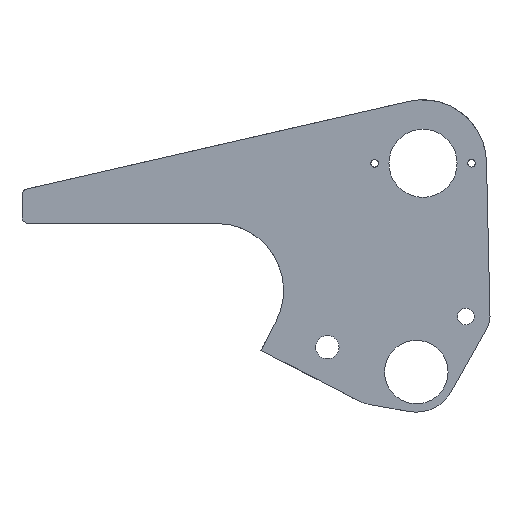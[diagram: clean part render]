
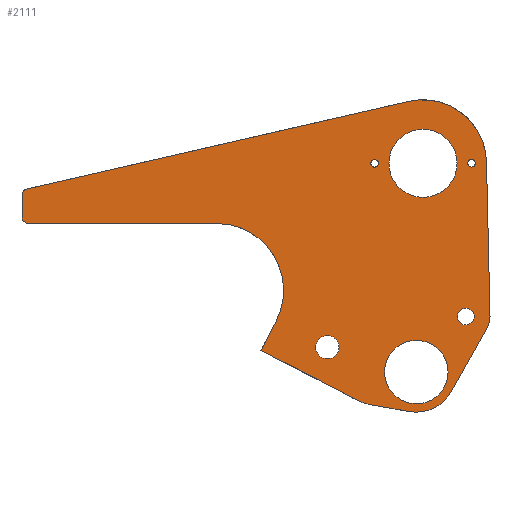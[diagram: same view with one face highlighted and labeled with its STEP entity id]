
A CAD part, left-side view. The second image highlights one B-rep face of the part: STEP entity #2111.
In plain terms, the highlighted planar face has unit normal (-1, 0, 0).
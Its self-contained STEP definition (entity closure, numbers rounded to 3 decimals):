
#57=CARTESIAN_POINT('Axis2P3D Location',(19.5,14.5,0.)) ;
#61=CARTESIAN_POINT('Vertex',(19.5,13.375,0.015)) ;
#63=CARTESIAN_POINT('Vertex',(19.5,15.625,-0.015)) ;
#92=CARTESIAN_POINT('Axis2P3D Location',(19.5,14.5,0.)) ;
#244=CARTESIAN_POINT('Vertex',(19.5,4.243,18.52)) ;
#247=CARTESIAN_POINT('Axis2P3D Location',(19.5,0.,0.)) ;
#251=CARTESIAN_POINT('Vertex',(19.5,-18.995,0.433)) ;
#326=CARTESIAN_POINT('Vertex',(19.5,118.447,-7.644)) ;
#329=CARTESIAN_POINT('Line Origine',(19.5,61.345,5.438)) ;
#404=CARTESIAN_POINT('Line Origine',(19.5,-19.521,-22.624)) ;
#408=CARTESIAN_POINT('Vertex',(19.5,-20.047,-45.681)) ;
#908=CARTESIAN_POINT('Vertex',(19.5,61.707,-18.)) ;
#911=CARTESIAN_POINT('Line Origine',(19.5,89.854,-18.)) ;
#915=CARTESIAN_POINT('Vertex',(19.5,118.,-18.)) ;
#999=CARTESIAN_POINT('Vertex',(19.5,48.492,-55.932)) ;
#1004=CARTESIAN_POINT('Line Origine',(19.5,46.229,-51.582)) ;
#1008=CARTESIAN_POINT('Vertex',(19.5,43.965,-47.232)) ;
#1056=CARTESIAN_POINT('Vertex',(19.5,-10.2,0.)) ;
#1059=CARTESIAN_POINT('Axis2P3D Location',(19.5,0.,0.)) ;
#1063=CARTESIAN_POINT('Vertex',(19.5,10.2,0.)) ;
#1083=CARTESIAN_POINT('Axis2P3D Location',(19.5,0.,0.)) ;
#1106=CARTESIAN_POINT('Vertex',(19.5,25.118,-55.)) ;
#1120=CARTESIAN_POINT('Vertex',(19.5,32.118,-55.)) ;
#1123=CARTESIAN_POINT('Axis2P3D Location',(19.5,28.618,-55.)) ;
#1140=CARTESIAN_POINT('Axis2P3D Location',(19.5,28.618,-55.)) ;
#1170=CARTESIAN_POINT('Vertex',(19.5,-7.507,-62.468)) ;
#1173=CARTESIAN_POINT('Axis2P3D Location',(19.5,1.993,-62.468)) ;
#1177=CARTESIAN_POINT('Vertex',(19.5,11.493,-62.468)) ;
#1197=CARTESIAN_POINT('Axis2P3D Location',(19.5,1.993,-62.468)) ;
#1227=CARTESIAN_POINT('Vertex',(19.5,-15.298,-45.846)) ;
#1230=CARTESIAN_POINT('Axis2P3D Location',(19.5,-12.798,-45.846)) ;
#1234=CARTESIAN_POINT('Vertex',(19.5,-10.298,-45.846)) ;
#1254=CARTESIAN_POINT('Axis2P3D Location',(19.5,-12.798,-45.846)) ;
#1538=CARTESIAN_POINT('Vertex',(19.5,120.,-16.)) ;
#1541=CARTESIAN_POINT('Line Origine',(19.5,120.,-12.797)) ;
#1545=CARTESIAN_POINT('Vertex',(19.5,120.,-9.594)) ;
#1569=CARTESIAN_POINT('Vertex',(19.5,15.718,-72.212)) ;
#1572=CARTESIAN_POINT('Axis2P3D Location',(19.5,13.087,-57.445)) ;
#1576=CARTESIAN_POINT('Vertex',(19.5,20.011,-70.751)) ;
#1607=CARTESIAN_POINT('Vertex',(19.5,4.097,-74.282)) ;
#1610=CARTESIAN_POINT('Line Origine',(19.5,9.907,-73.247)) ;
#1632=CARTESIAN_POINT('Vertex',(19.5,-8.468,-68.348)) ;
#1637=CARTESIAN_POINT('Axis2P3D Location',(19.5,1.993,-62.468)) ;
#1663=CARTESIAN_POINT('Vertex',(19.5,-19.119,-49.399)) ;
#1668=CARTESIAN_POINT('Line Origine',(19.5,-13.793,-58.873)) ;
#1712=CARTESIAN_POINT('Line Origine',(19.5,34.251,-63.342)) ;
#1733=CARTESIAN_POINT('Axis2P3D Location',(19.5,118.,-16.)) ;
#1760=CARTESIAN_POINT('Axis2P3D Location',(19.5,61.707,-38.)) ;
#1902=CARTESIAN_POINT('Axis2P3D Location',(19.5,-12.798,-45.846)) ;
#1921=CARTESIAN_POINT('Axis2P3D Location',(19.5,118.,-9.594)) ;
#2027=CARTESIAN_POINT('Axis2P3D Location',(19.5,-14.5,0.)) ;
#2031=CARTESIAN_POINT('Vertex',(19.5,-15.589,0.284)) ;
#2033=CARTESIAN_POINT('Vertex',(19.5,-13.411,-0.284)) ;
#2053=CARTESIAN_POINT('Axis2P3D Location',(19.5,-14.5,0.)) ;
#2065=CARTESIAN_POINT('Axis2P3D Location',(19.5,0.,0.)) ;
#58=DIRECTION('Axis2P3D Direction',(1.,0.,0.)) ;
#93=DIRECTION('Axis2P3D Direction',(1.,0.,0.)) ;
#248=DIRECTION('Axis2P3D Direction',(1.,0.,0.)) ;
#330=DIRECTION('Vector Direction',(0.,-0.975,0.223)) ;
#405=DIRECTION('Vector Direction',(0.,-0.023,-1.)) ;
#912=DIRECTION('Vector Direction',(0.,-1.,0.)) ;
#1005=DIRECTION('Vector Direction',(0.,-0.462,0.887)) ;
#1060=DIRECTION('Axis2P3D Direction',(1.,0.,0.)) ;
#1084=DIRECTION('Axis2P3D Direction',(1.,0.,0.)) ;
#1124=DIRECTION('Axis2P3D Direction',(1.,0.,0.)) ;
#1141=DIRECTION('Axis2P3D Direction',(1.,0.,0.)) ;
#1174=DIRECTION('Axis2P3D Direction',(1.,0.,0.)) ;
#1198=DIRECTION('Axis2P3D Direction',(1.,0.,0.)) ;
#1231=DIRECTION('Axis2P3D Direction',(1.,0.,0.)) ;
#1255=DIRECTION('Axis2P3D Direction',(1.,0.,0.)) ;
#1542=DIRECTION('Vector Direction',(0.,0.,-1.)) ;
#1573=DIRECTION('Axis2P3D Direction',(1.,0.,0.)) ;
#1611=DIRECTION('Vector Direction',(0.,-0.985,-0.175)) ;
#1638=DIRECTION('Axis2P3D Direction',(1.,0.,0.)) ;
#1669=DIRECTION('Vector Direction',(0.,0.49,-0.872)) ;
#1713=DIRECTION('Vector Direction',(0.,0.887,0.462)) ;
#1734=DIRECTION('Axis2P3D Direction',(-1.,0.,0.)) ;
#1761=DIRECTION('Axis2P3D Direction',(-1.,0.,0.)) ;
#1903=DIRECTION('Axis2P3D Direction',(1.,0.,0.)) ;
#1922=DIRECTION('Axis2P3D Direction',(-1.,0.,0.)) ;
#2028=DIRECTION('Axis2P3D Direction',(1.,0.,0.)) ;
#2054=DIRECTION('Axis2P3D Direction',(1.,0.,0.)) ;
#2066=DIRECTION('Axis2P3D Direction',(1.,0.,0.)) ;
#2067=DIRECTION('Axis2P3D XDirection',(0.,1.,0.)) ;
#59=AXIS2_PLACEMENT_3D('Circle Axis2P3D',#57,#58,$) ;
#94=AXIS2_PLACEMENT_3D('Circle Axis2P3D',#92,#93,$) ;
#249=AXIS2_PLACEMENT_3D('Circle Axis2P3D',#247,#248,$) ;
#1061=AXIS2_PLACEMENT_3D('Circle Axis2P3D',#1059,#1060,$) ;
#1085=AXIS2_PLACEMENT_3D('Circle Axis2P3D',#1083,#1084,$) ;
#1125=AXIS2_PLACEMENT_3D('Circle Axis2P3D',#1123,#1124,$) ;
#1142=AXIS2_PLACEMENT_3D('Circle Axis2P3D',#1140,#1141,$) ;
#1175=AXIS2_PLACEMENT_3D('Circle Axis2P3D',#1173,#1174,$) ;
#1199=AXIS2_PLACEMENT_3D('Circle Axis2P3D',#1197,#1198,$) ;
#1232=AXIS2_PLACEMENT_3D('Circle Axis2P3D',#1230,#1231,$) ;
#1256=AXIS2_PLACEMENT_3D('Circle Axis2P3D',#1254,#1255,$) ;
#1574=AXIS2_PLACEMENT_3D('Circle Axis2P3D',#1572,#1573,$) ;
#1639=AXIS2_PLACEMENT_3D('Circle Axis2P3D',#1637,#1638,$) ;
#1735=AXIS2_PLACEMENT_3D('Circle Axis2P3D',#1733,#1734,$) ;
#1762=AXIS2_PLACEMENT_3D('Circle Axis2P3D',#1760,#1761,$) ;
#1904=AXIS2_PLACEMENT_3D('Circle Axis2P3D',#1902,#1903,$) ;
#1923=AXIS2_PLACEMENT_3D('Circle Axis2P3D',#1921,#1922,$) ;
#2029=AXIS2_PLACEMENT_3D('Circle Axis2P3D',#2027,#2028,$) ;
#2055=AXIS2_PLACEMENT_3D('Circle Axis2P3D',#2053,#2054,$) ;
#2068=AXIS2_PLACEMENT_3D('Plane Axis2P3D',#2065,#2066,#2067) ;
#2071=ORIENTED_EDGE('',*,*,#253,.F.) ;
#2072=ORIENTED_EDGE('',*,*,#333,.F.) ;
#2073=ORIENTED_EDGE('',*,*,#1925,.F.) ;
#2074=ORIENTED_EDGE('',*,*,#1547,.F.) ;
#2075=ORIENTED_EDGE('',*,*,#1737,.F.) ;
#2076=ORIENTED_EDGE('',*,*,#917,.F.) ;
#2077=ORIENTED_EDGE('',*,*,#1764,.T.) ;
#2078=ORIENTED_EDGE('',*,*,#1010,.F.) ;
#2079=ORIENTED_EDGE('',*,*,#1716,.F.) ;
#2080=ORIENTED_EDGE('',*,*,#1578,.F.) ;
#2081=ORIENTED_EDGE('',*,*,#1614,.F.) ;
#2082=ORIENTED_EDGE('',*,*,#1641,.F.) ;
#2083=ORIENTED_EDGE('',*,*,#1672,.F.) ;
#2084=ORIENTED_EDGE('',*,*,#1906,.F.) ;
#2085=ORIENTED_EDGE('',*,*,#410,.F.) ;
#2088=ORIENTED_EDGE('',*,*,#65,.T.) ;
#2089=ORIENTED_EDGE('',*,*,#96,.T.) ;
#2092=ORIENTED_EDGE('',*,*,#2035,.T.) ;
#2093=ORIENTED_EDGE('',*,*,#2057,.T.) ;
#2096=ORIENTED_EDGE('',*,*,#1087,.T.) ;
#2097=ORIENTED_EDGE('',*,*,#1065,.T.) ;
#2100=ORIENTED_EDGE('',*,*,#1144,.T.) ;
#2101=ORIENTED_EDGE('',*,*,#1127,.T.) ;
#2104=ORIENTED_EDGE('',*,*,#1201,.T.) ;
#2105=ORIENTED_EDGE('',*,*,#1179,.T.) ;
#2108=ORIENTED_EDGE('',*,*,#1258,.T.) ;
#2109=ORIENTED_EDGE('',*,*,#1236,.T.) ;
#2090=FACE_BOUND('',#2087,.T.) ;
#2094=FACE_BOUND('',#2091,.T.) ;
#2098=FACE_BOUND('',#2095,.T.) ;
#2102=FACE_BOUND('',#2099,.T.) ;
#2106=FACE_BOUND('',#2103,.T.) ;
#2110=FACE_BOUND('',#2107,.T.) ;
#331=VECTOR('Line Direction',#330,1.) ;
#406=VECTOR('Line Direction',#405,1.) ;
#913=VECTOR('Line Direction',#912,1.) ;
#1006=VECTOR('Line Direction',#1005,1.) ;
#1543=VECTOR('Line Direction',#1542,1.) ;
#1612=VECTOR('Line Direction',#1611,1.) ;
#1670=VECTOR('Line Direction',#1669,1.) ;
#1714=VECTOR('Line Direction',#1713,1.) ;
#2111=ADVANCED_FACE('Corps principal',(#2086,#2090,#2094,#2098,#2102,#2106,#2110),#2069,.F.) ;
#60=CIRCLE('generated circle',#59,1.125) ;
#95=CIRCLE('generated circle',#94,1.125) ;
#250=CIRCLE('generated circle',#249,19.) ;
#1062=CIRCLE('generated circle',#1061,10.2) ;
#1086=CIRCLE('generated circle',#1085,10.2) ;
#1126=CIRCLE('generated circle',#1125,3.5) ;
#1143=CIRCLE('generated circle',#1142,3.5) ;
#1176=CIRCLE('generated circle',#1175,9.5) ;
#1200=CIRCLE('generated circle',#1199,9.5) ;
#1233=CIRCLE('generated circle',#1232,2.5) ;
#1257=CIRCLE('generated circle',#1256,2.5) ;
#1575=CIRCLE('generated circle',#1574,15.) ;
#1640=CIRCLE('generated circle',#1639,12.) ;
#1736=CIRCLE('generated circle',#1735,2.) ;
#1763=CIRCLE('generated circle',#1762,20.) ;
#1905=CIRCLE('generated circle',#1904,7.25) ;
#1924=CIRCLE('generated circle',#1923,2.) ;
#2030=CIRCLE('generated circle',#2029,1.125) ;
#2056=CIRCLE('generated circle',#2055,1.125) ;
#65=EDGE_CURVE('',#62,#64,#60,.T.) ;
#96=EDGE_CURVE('',#64,#62,#95,.T.) ;
#253=EDGE_CURVE('',#245,#252,#250,.T.) ;
#333=EDGE_CURVE('',#327,#245,#332,.T.) ;
#410=EDGE_CURVE('',#252,#409,#407,.T.) ;
#917=EDGE_CURVE('',#909,#916,#914,.F.) ;
#1010=EDGE_CURVE('',#1000,#1009,#1007,.T.) ;
#1065=EDGE_CURVE('',#1064,#1057,#1062,.T.) ;
#1087=EDGE_CURVE('',#1057,#1064,#1086,.T.) ;
#1127=EDGE_CURVE('',#1107,#1121,#1126,.T.) ;
#1144=EDGE_CURVE('',#1121,#1107,#1143,.T.) ;
#1179=EDGE_CURVE('',#1178,#1171,#1176,.T.) ;
#1201=EDGE_CURVE('',#1171,#1178,#1200,.T.) ;
#1236=EDGE_CURVE('',#1235,#1228,#1233,.T.) ;
#1258=EDGE_CURVE('',#1228,#1235,#1257,.T.) ;
#1547=EDGE_CURVE('',#1539,#1546,#1544,.F.) ;
#1578=EDGE_CURVE('',#1570,#1577,#1575,.T.) ;
#1614=EDGE_CURVE('',#1608,#1570,#1613,.F.) ;
#1641=EDGE_CURVE('',#1633,#1608,#1640,.T.) ;
#1672=EDGE_CURVE('',#1664,#1633,#1671,.T.) ;
#1716=EDGE_CURVE('',#1577,#1000,#1715,.T.) ;
#1737=EDGE_CURVE('',#916,#1539,#1736,.F.) ;
#1764=EDGE_CURVE('',#909,#1009,#1763,.F.) ;
#1906=EDGE_CURVE('',#409,#1664,#1905,.T.) ;
#1925=EDGE_CURVE('',#1546,#327,#1924,.F.) ;
#2035=EDGE_CURVE('',#2032,#2034,#2030,.T.) ;
#2057=EDGE_CURVE('',#2034,#2032,#2056,.T.) ;
#2070=EDGE_LOOP('',(#2071,#2072,#2073,#2074,#2075,#2076,#2077,#2078,#2079,#2080,#2081,#2082,#2083,#2084,#2085)) ;
#2087=EDGE_LOOP('',(#2088,#2089)) ;
#2091=EDGE_LOOP('',(#2092,#2093)) ;
#2095=EDGE_LOOP('',(#2096,#2097)) ;
#2099=EDGE_LOOP('',(#2100,#2101)) ;
#2103=EDGE_LOOP('',(#2104,#2105)) ;
#2107=EDGE_LOOP('',(#2108,#2109)) ;
#2086=FACE_OUTER_BOUND('',#2070,.T.) ;
#332=LINE('Line',#329,#331) ;
#407=LINE('Line',#404,#406) ;
#914=LINE('Line',#911,#913) ;
#1007=LINE('Line',#1004,#1006) ;
#1544=LINE('Line',#1541,#1543) ;
#1613=LINE('Line',#1610,#1612) ;
#1671=LINE('Line',#1668,#1670) ;
#1715=LINE('Line',#1712,#1714) ;
#2069=PLANE('Plane',#2068) ;
#62=VERTEX_POINT('',#61) ;
#64=VERTEX_POINT('',#63) ;
#245=VERTEX_POINT('',#244) ;
#252=VERTEX_POINT('',#251) ;
#327=VERTEX_POINT('',#326) ;
#409=VERTEX_POINT('',#408) ;
#909=VERTEX_POINT('',#908) ;
#916=VERTEX_POINT('',#915) ;
#1000=VERTEX_POINT('',#999) ;
#1009=VERTEX_POINT('',#1008) ;
#1057=VERTEX_POINT('',#1056) ;
#1064=VERTEX_POINT('',#1063) ;
#1107=VERTEX_POINT('',#1106) ;
#1121=VERTEX_POINT('',#1120) ;
#1171=VERTEX_POINT('',#1170) ;
#1178=VERTEX_POINT('',#1177) ;
#1228=VERTEX_POINT('',#1227) ;
#1235=VERTEX_POINT('',#1234) ;
#1539=VERTEX_POINT('',#1538) ;
#1546=VERTEX_POINT('',#1545) ;
#1570=VERTEX_POINT('',#1569) ;
#1577=VERTEX_POINT('',#1576) ;
#1608=VERTEX_POINT('',#1607) ;
#1633=VERTEX_POINT('',#1632) ;
#1664=VERTEX_POINT('',#1663) ;
#2032=VERTEX_POINT('',#2031) ;
#2034=VERTEX_POINT('',#2033) ;
